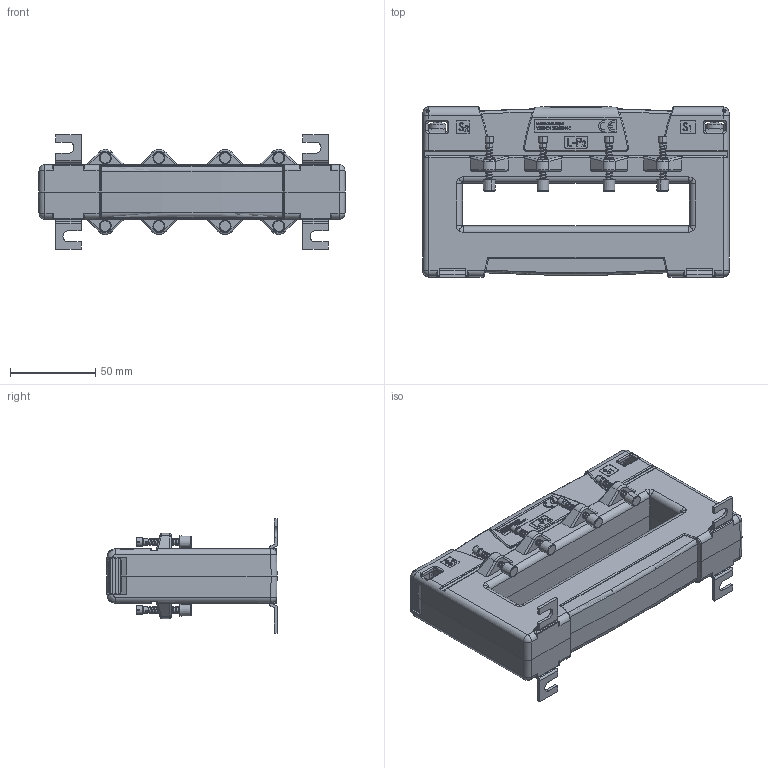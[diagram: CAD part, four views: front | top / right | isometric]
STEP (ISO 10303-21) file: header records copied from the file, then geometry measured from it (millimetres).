
FILE_DESCRIPTION (( 'STEP AP214' ), '1' );
FILE_NAME ('ASK130_3_kpl_Katalog.STEP', '2011-11-02T08:47:32', ( ' ' ), ( '' ), 'SwSTEP 2.0', 'SolidWorks 2010', '' );
FILE_SCHEMA (( 'AUTOMOTIVE_DESIGN' ));
Length unit declared in the file: millimetre
Products named in the file (9): Klemme; ASK130_3-Gehäuseschale_Kat; ASK130_3-Gehäuseschale_Kat_Unterteil; Verschlussklappe; Linsenschraube DIN 7985 4.8 VZ M 5 x 10; Fusswinkel; Isolierschutzkappe; Plastite_Schraube_30_mit-Gewinde; ASK130_3_kpl_Katalog
Assembly tree (28 placements, depth 2):
  ASK130_3_kpl_Katalog
    Isolierschutzkappe  x8
    Plastite_Schraube_30_mit-Gewinde  x8
    Fusswinkel  x4
    Klemme  x2
    Linsenschraube DIN 7985 4.8 VZ M 5 x 10  x2
    Verschlussklappe  x2
    ASK130_3-Gehäuseschale_Kat_Unterteil
    ASK130_3-Gehäuseschale_Kat
Bounding box: 180 x 100.15 x 67 mm (x, y, z)
Volume: 448412.2 mm3; surface area: 103479.8 mm2
Topology: 28 solids, 28 shells, 2606 faces, 6798 edges, 4366 vertices
Faces by surface type: plane 1192, cylinder 706, bspline 436, cone 172, torus 68, sphere 32
Entity records: 84891 total; most frequent: CARTESIAN_POINT 38666, ORIENTED_EDGE 10442, DIRECTION 8016, EDGE_CURVE 5221, VERTEX_POINT 3366, VECTOR 3200, LINE 3200, AXIS2_PLACEMENT_3D 2408
